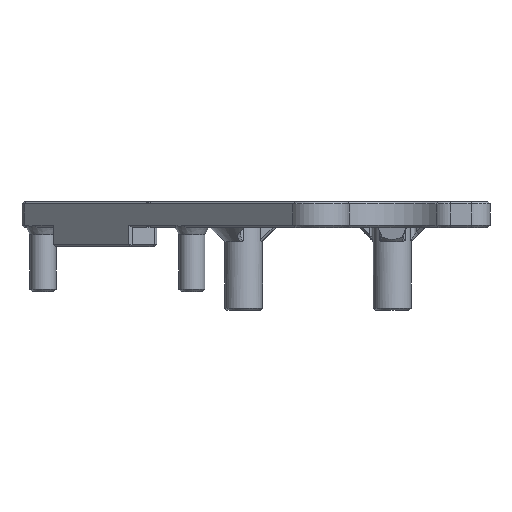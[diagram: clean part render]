
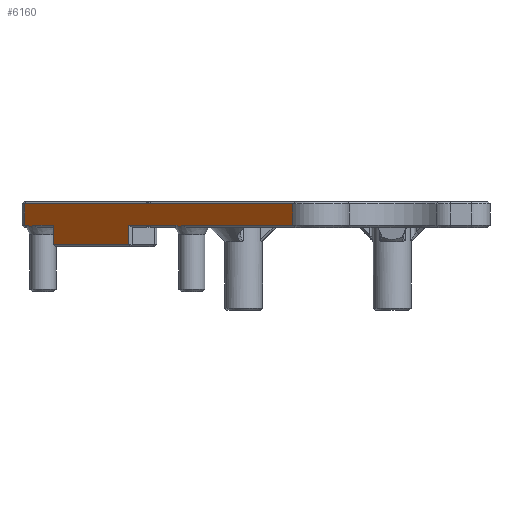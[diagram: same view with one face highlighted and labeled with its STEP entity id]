
A CAD part, left-side view. The second image highlights one B-rep face of the part: STEP entity #6160.
In plain terms, the highlighted planar face has unit normal (-0.707, 0.707, 0).
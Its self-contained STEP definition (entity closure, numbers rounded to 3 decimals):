
#519=(
BOUNDED_CURVE()
B_SPLINE_CURVE(2,(#10357,#10358,#10359),.UNSPECIFIED.,.F.,.F.)
B_SPLINE_CURVE_WITH_KNOTS((3,3),(0.634,1.024),
 .UNSPECIFIED.)
CURVE()
GEOMETRIC_REPRESENTATION_ITEM()
RATIONAL_B_SPLINE_CURVE((1.413,1.462,1.413))
REPRESENTATION_ITEM('')
);
#520=(
BOUNDED_CURVE()
B_SPLINE_CURVE(2,(#10368,#10369,#10370),.UNSPECIFIED.,.F.,.F.)
B_SPLINE_CURVE_WITH_KNOTS((3,3),(0.634,1.024),
 .UNSPECIFIED.)
CURVE()
GEOMETRIC_REPRESENTATION_ITEM()
RATIONAL_B_SPLINE_CURVE((1.413,1.462,1.413))
REPRESENTATION_ITEM('')
);
#549=PLANE('',#6661);
#749=FACE_OUTER_BOUND('',#1146,.T.);
#1146=EDGE_LOOP('',(#4516,#4517,#4518,#4519,#4520,#4521,#4522,#4523,#4524,
#4525,#4526,#4527));
#1520=LINE('',#9551,#2088);
#1523=LINE('',#9562,#2091);
#1622=LINE('',#10354,#2190);
#1623=LINE('',#10356,#2191);
#1624=LINE('',#10361,#2192);
#1625=LINE('',#10363,#2193);
#1626=LINE('',#10365,#2194);
#1627=LINE('',#10367,#2195);
#1628=LINE('',#10372,#2196);
#1629=LINE('',#10373,#2197);
#2088=VECTOR('',#7223,1000.);
#2091=VECTOR('',#7232,1000.);
#2190=VECTOR('',#7571,1000.);
#2191=VECTOR('',#7572,1000.);
#2192=VECTOR('',#7573,1000.);
#2193=VECTOR('',#7574,1000.);
#2194=VECTOR('',#7575,1000.);
#2195=VECTOR('',#7576,1000.);
#2196=VECTOR('',#7577,1000.);
#2197=VECTOR('',#7578,1000.);
#2756=VERTEX_POINT('',#9549);
#2757=VERTEX_POINT('',#9550);
#2761=VERTEX_POINT('',#9560);
#2762=VERTEX_POINT('',#9561);
#2949=VERTEX_POINT('',#10352);
#2950=VERTEX_POINT('',#10353);
#2951=VERTEX_POINT('',#10355);
#2952=VERTEX_POINT('',#10360);
#2953=VERTEX_POINT('',#10362);
#2954=VERTEX_POINT('',#10364);
#2955=VERTEX_POINT('',#10366);
#2956=VERTEX_POINT('',#10371);
#3324=EDGE_CURVE('',#2756,#2757,#1520,.T.);
#3329=EDGE_CURVE('',#2761,#2762,#1523,.T.);
#3536=EDGE_CURVE('',#2949,#2950,#1622,.T.);
#3537=EDGE_CURVE('',#2950,#2951,#1623,.T.);
#3538=EDGE_CURVE('',#2761,#2951,#519,.T.);
#3539=EDGE_CURVE('',#2762,#2952,#1624,.T.);
#3540=EDGE_CURVE('',#2952,#2953,#1625,.T.);
#3541=EDGE_CURVE('',#2953,#2954,#1626,.T.);
#3542=EDGE_CURVE('',#2954,#2955,#1627,.T.);
#3543=EDGE_CURVE('',#2756,#2955,#520,.T.);
#3544=EDGE_CURVE('',#2956,#2757,#1628,.T.);
#3545=EDGE_CURVE('',#2956,#2949,#1629,.T.);
#4516=ORIENTED_EDGE('',*,*,#3536,.T.);
#4517=ORIENTED_EDGE('',*,*,#3537,.T.);
#4518=ORIENTED_EDGE('',*,*,#3538,.F.);
#4519=ORIENTED_EDGE('',*,*,#3329,.T.);
#4520=ORIENTED_EDGE('',*,*,#3539,.T.);
#4521=ORIENTED_EDGE('',*,*,#3540,.T.);
#4522=ORIENTED_EDGE('',*,*,#3541,.T.);
#4523=ORIENTED_EDGE('',*,*,#3542,.T.);
#4524=ORIENTED_EDGE('',*,*,#3543,.F.);
#4525=ORIENTED_EDGE('',*,*,#3324,.T.);
#4526=ORIENTED_EDGE('',*,*,#3544,.F.);
#4527=ORIENTED_EDGE('',*,*,#3545,.T.);
#6160=ADVANCED_FACE('',(#749),#549,.F.);
#6661=AXIS2_PLACEMENT_3D('',#10351,#7569,#7570);
#7223=DIRECTION('',(-0.707,-0.707,0.));
#7232=DIRECTION('',(-0.707,-0.707,0.));
#7569=DIRECTION('center_axis',(0.707,-0.707,0.));
#7570=DIRECTION('ref_axis',(0.707,0.707,0.));
#7571=DIRECTION('',(0.,0.,-1.));
#7572=DIRECTION('',(-0.707,-0.707,0.));
#7573=DIRECTION('',(0.,0.,-1.));
#7574=DIRECTION('',(-0.707,-0.707,0.));
#7575=DIRECTION('',(0.,0.,1.));
#7576=DIRECTION('',(-0.707,-0.707,0.));
#7577=DIRECTION('',(0.,0.,-1.));
#7578=DIRECTION('',(0.707,0.707,0.));
#9549=CARTESIAN_POINT('',(4.226,44.209,0.5));
#9550=CARTESIAN_POINT('',(-19.015,20.968,0.5));
#9551=CARTESIAN_POINT('',(9.973,49.955,0.5));
#9560=CARTESIAN_POINT('',(35.655,75.638,0.5));
#9561=CARTESIAN_POINT('',(31.479,71.461,0.5));
#9562=CARTESIAN_POINT('',(9.973,49.955,0.5));
#10351=CARTESIAN_POINT('Origin',(9.973,49.955,5.5));
#10352=CARTESIAN_POINT('',(37.546,77.528,5.));
#10353=CARTESIAN_POINT('',(37.546,77.528,0.5));
#10354=CARTESIAN_POINT('',(37.546,77.528,0.));
#10355=CARTESIAN_POINT('',(37.066,77.048,0.5));
#10356=CARTESIAN_POINT('',(9.973,49.955,0.5));
#10357=CARTESIAN_POINT('Ctrl Pts',(35.655,75.638,0.5));
#10358=CARTESIAN_POINT('Ctrl Pts',(36.36,76.343,0.059));
#10359=CARTESIAN_POINT('Ctrl Pts',(37.066,77.048,0.5));
#10360=CARTESIAN_POINT('',(31.479,71.461,-3.6));
#10361=CARTESIAN_POINT('',(31.479,71.461,5.5));
#10362=CARTESIAN_POINT('',(15.618,55.601,-3.6));
#10363=CARTESIAN_POINT('',(15.265,55.247,-3.6));
#10364=CARTESIAN_POINT('',(15.618,55.601,0.5));
#10365=CARTESIAN_POINT('',(15.618,55.601,5.5));
#10366=CARTESIAN_POINT('',(5.637,45.619,0.5));
#10367=CARTESIAN_POINT('',(9.973,49.955,0.5));
#10368=CARTESIAN_POINT('Ctrl Pts',(4.226,44.209,0.5));
#10369=CARTESIAN_POINT('Ctrl Pts',(4.932,44.914,0.059));
#10370=CARTESIAN_POINT('Ctrl Pts',(5.637,45.619,0.5));
#10371=CARTESIAN_POINT('',(-19.015,20.968,5.));
#10372=CARTESIAN_POINT('',(-19.015,20.968,5.5));
#10373=CARTESIAN_POINT('',(37.546,77.528,5.));
